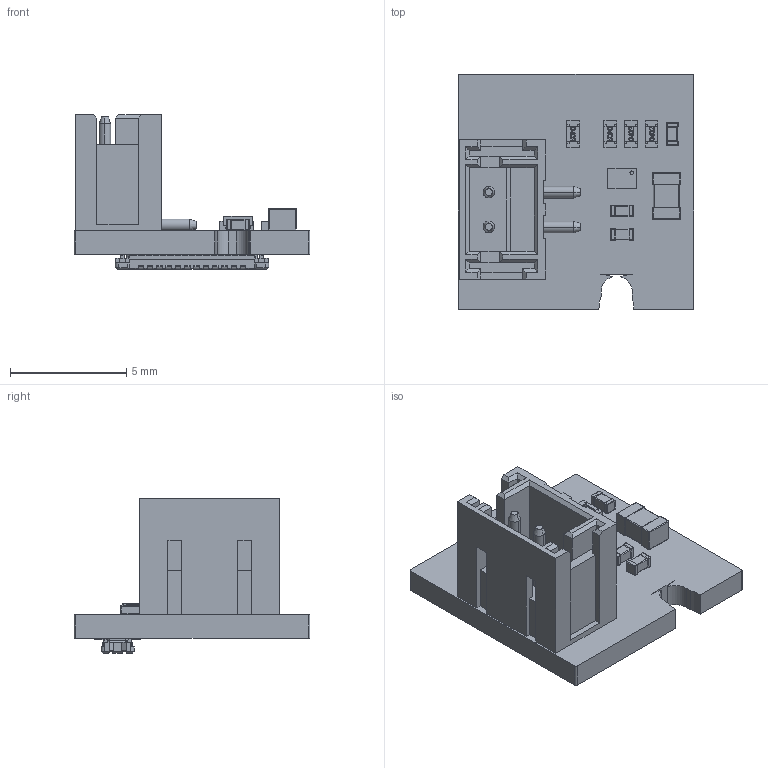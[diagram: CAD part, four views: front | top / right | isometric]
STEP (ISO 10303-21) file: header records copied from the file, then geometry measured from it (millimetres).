
FILE_DESCRIPTION(('Open CASCADE Model'),'2;1');
FILE_NAME('Open CASCADE Shape Model','2021-03-19T14:07:32',('Author'),( 'Open CASCADE'),'Open CASCADE STEP processor 6.8','Open CASCADE 6.8' ,'Unknown');
FILE_SCHEMA(('AUTOMOTIVE_DESIGN { 1 0 10303 214 1 1 1 1 }'));
Length unit declared in the file: millimetre
Products named in the file (21): PCB; Board; Open CASCADE STEP translator 6.8 8.1.1; Open CASCADE STEP translator 6.8 8.1.1.1; R2; RES_1005-0402; R3; R1; R4; C1; C0402; C3; C2; J1; axe624124; U1; WCSP6; L1; SL0805; Free-Models; fwf15005-2p
Assembly tree (25 placements, depth 4):
  PCB
    Board
      Open CASCADE STEP translator 6.8 8.1.1
        Open CASCADE STEP translator 6.8 8.1.1.1
    R2
      RES_1005-0402
    R3
      RES_1005-0402
    R1
      RES_1005-0402
    R4
      RES_1005-0402
    C1
      C0402
    C3
      C0402
    C2
      C0402
    J1
      axe624124
    U1
      WCSP6
    L1
      SL0805
    Free-Models
      fwf15005-2p
Bounding box: 10.15 x 10.15 x 6.67 mm (x, y, z)
Volume: 172.5 mm3; surface area: 554.5 mm2
Topology: 24 solids, 24 shells, 1294 faces, 3333 edges, 2080 vertices
Faces by surface type: plane 851, cylinder 201, bspline 164, sphere 62, cone 12, torus 4
Entity records: 30263 total; most frequent: CARTESIAN_POINT 7620, ORIENTED_EDGE 4588, DIRECTION 4230, EDGE_CURVE 2294, LINE 1794, VECTOR 1794, VERTEX_POINT 1466, AXIS2_PLACEMENT_3D 1218
